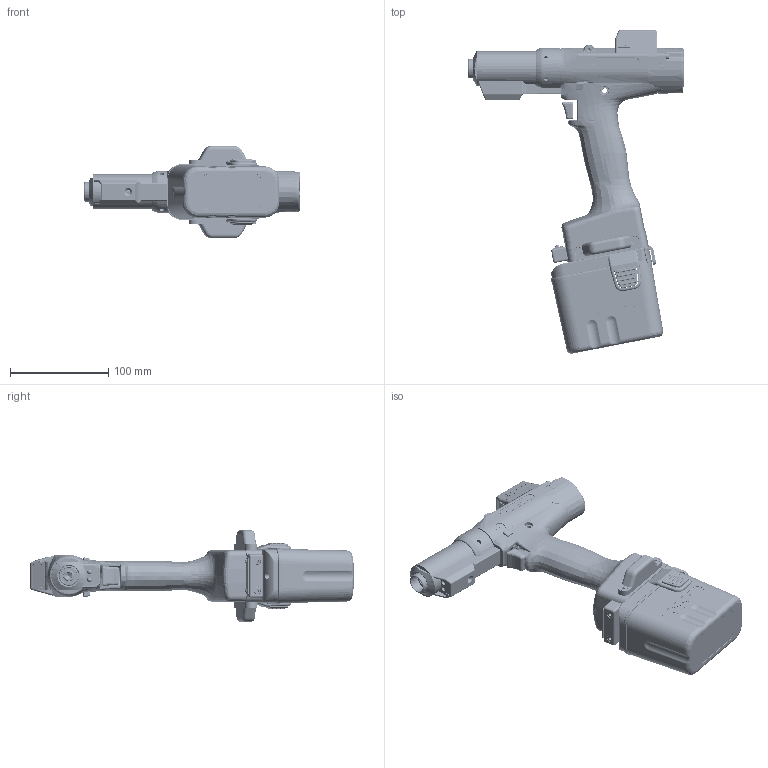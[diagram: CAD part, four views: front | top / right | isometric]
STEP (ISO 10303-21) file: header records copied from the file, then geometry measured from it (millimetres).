
FILE_DESCRIPTION((''),'2;1');
FILE_NAME('17BPYSB13Q_SW0001','2014-09-08T',('k62ak'),(''),'PRO/ENGINEER BY PARAMETRIC TECHNOLOGY CORPORATION, 2010140','PRO/ENGINEER BY PARAMETRIC TECHNOLOGY CORPORATION, 2010140','');
FILE_SCHEMA(('CONFIG_CONTROL_DESIGN'));
Products named in the file (1): 17BPYSB13Q_SW0001
Bounding box: 219.6 x 329.11 x 93.5 mm (x, y, z)
Volume: 398654.1 mm3; surface area: 288630.2 mm2
Topology: 9 solids, 9 shells, 10471 faces, 28898 edges, 18750 vertices
Faces by surface type: plane 7659, cylinder 1521, bspline 715, torus 195, cone 176, sphere 131, extrusion 74
Entity records: 405866 total; most frequent: CARTESIAN_POINT 144223, ORIENTED_EDGE 57708, DIRECTION 49020, EDGE_CURVE 28854, VECTOR 22678, LINE 22604, VERTEX_POINT 18750, AXIS2_PLACEMENT_3D 13171
